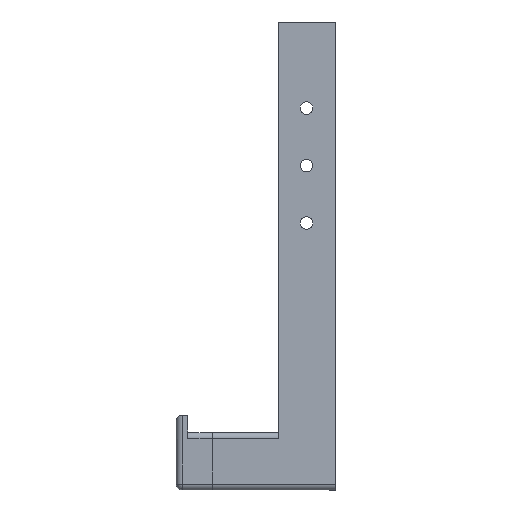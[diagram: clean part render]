
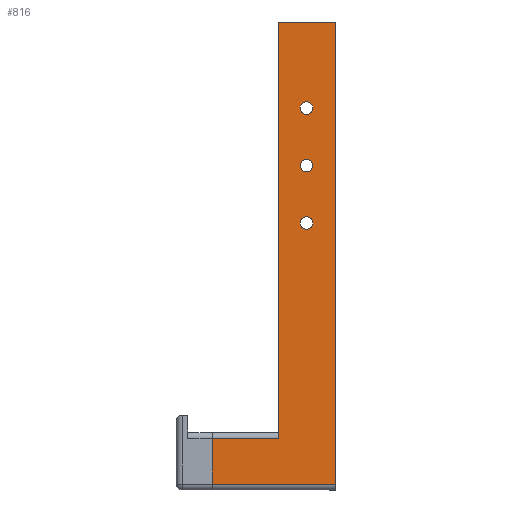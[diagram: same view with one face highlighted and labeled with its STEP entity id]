
A CAD part, left-side view. The second image highlights one B-rep face of the part: STEP entity #816.
In plain terms, the highlighted planar face has unit normal (-1, 0, 0).
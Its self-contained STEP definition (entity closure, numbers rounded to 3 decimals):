
#31=FACE_BOUND('',#119,.T.);
#32=FACE_BOUND('',#120,.T.);
#33=FACE_BOUND('',#121,.T.);
#44=PLANE('',#889);
#66=FACE_OUTER_BOUND('',#118,.T.);
#118=EDGE_LOOP('',(#572,#573,#574,#575,#576,#577));
#119=EDGE_LOOP('',(#578));
#120=EDGE_LOOP('',(#579));
#121=EDGE_LOOP('',(#580));
#182=LINE('',#1266,#249);
#183=LINE('',#1274,#250);
#184=LINE('',#1278,#251);
#185=LINE('',#1280,#252);
#186=LINE('',#1282,#253);
#187=LINE('',#1283,#254);
#249=VECTOR('',#998,10.);
#250=VECTOR('',#1007,10.);
#251=VECTOR('',#1012,10.);
#252=VECTOR('',#1013,10.);
#253=VECTOR('',#1014,10.);
#254=VECTOR('',#1015,10.);
#317=CIRCLE('',#890,2.2);
#318=CIRCLE('',#891,2.2);
#319=CIRCLE('',#892,2.2);
#364=VERTEX_POINT('',#1263);
#365=VERTEX_POINT('',#1265);
#368=VERTEX_POINT('',#1273);
#369=VERTEX_POINT('',#1277);
#370=VERTEX_POINT('',#1279);
#371=VERTEX_POINT('',#1281);
#372=VERTEX_POINT('',#1284);
#373=VERTEX_POINT('',#1286);
#374=VERTEX_POINT('',#1288);
#442=EDGE_CURVE('',#364,#365,#182,.T.);
#446=EDGE_CURVE('',#365,#368,#183,.T.);
#448=EDGE_CURVE('',#369,#368,#184,.T.);
#449=EDGE_CURVE('',#370,#364,#185,.T.);
#450=EDGE_CURVE('',#370,#371,#186,.T.);
#451=EDGE_CURVE('',#371,#369,#187,.T.);
#452=EDGE_CURVE('',#372,#372,#317,.T.);
#453=EDGE_CURVE('',#373,#373,#318,.T.);
#454=EDGE_CURVE('',#374,#374,#319,.T.);
#572=ORIENTED_EDGE('',*,*,#448,.T.);
#573=ORIENTED_EDGE('',*,*,#446,.F.);
#574=ORIENTED_EDGE('',*,*,#442,.F.);
#575=ORIENTED_EDGE('',*,*,#449,.F.);
#576=ORIENTED_EDGE('',*,*,#450,.T.);
#577=ORIENTED_EDGE('',*,*,#451,.T.);
#578=ORIENTED_EDGE('',*,*,#452,.T.);
#579=ORIENTED_EDGE('',*,*,#453,.T.);
#580=ORIENTED_EDGE('',*,*,#454,.T.);
#816=ADVANCED_FACE('',(#66,#31,#32,#33),#44,.F.);
#889=AXIS2_PLACEMENT_3D('',#1276,#1010,#1011);
#890=AXIS2_PLACEMENT_3D('',#1285,#1016,#1017);
#891=AXIS2_PLACEMENT_3D('',#1287,#1018,#1019);
#892=AXIS2_PLACEMENT_3D('',#1289,#1020,#1021);
#998=DIRECTION('',(0.,0.,1.));
#1007=DIRECTION('',(0.,-1.,0.));
#1010=DIRECTION('center_axis',(1.,0.,0.));
#1011=DIRECTION('ref_axis',(0.,0.,-1.));
#1012=DIRECTION('',(0.,0.,-1.));
#1013=DIRECTION('',(0.,1.,0.));
#1014=DIRECTION('',(0.,0.,1.));
#1015=DIRECTION('',(0.,1.,0.));
#1016=DIRECTION('center_axis',(1.,0.,0.));
#1017=DIRECTION('ref_axis',(0.,0.,-1.));
#1018=DIRECTION('center_axis',(1.,0.,0.));
#1019=DIRECTION('ref_axis',(0.,0.,-1.));
#1020=DIRECTION('center_axis',(1.,0.,0.));
#1021=DIRECTION('ref_axis',(0.,0.,-1.));
#1263=CARTESIAN_POINT('',(0.,43.,2.));
#1265=CARTESIAN_POINT('',(0.,43.,18.));
#1266=CARTESIAN_POINT('',(0.,43.,0.));
#1273=CARTESIAN_POINT('',(0.,20.,18.));
#1274=CARTESIAN_POINT('',(0.,15.,18.));
#1276=CARTESIAN_POINT('Origin',(0.,10.,273.));
#1277=CARTESIAN_POINT('',(0.,20.,163.));
#1278=CARTESIAN_POINT('',(0.,20.,3.));
#1279=CARTESIAN_POINT('',(0.,0.,2.));
#1280=CARTESIAN_POINT('',(0.,26.5,2.));
#1281=CARTESIAN_POINT('',(0.,0.,163.));
#1282=CARTESIAN_POINT('',(0.,0.,23.));
#1283=CARTESIAN_POINT('',(0.,0.,163.));
#1284=CARTESIAN_POINT('',(0.,10.167,135.2));
#1285=CARTESIAN_POINT('Origin',(0.,10.167,133.));
#1286=CARTESIAN_POINT('',(0.,10.167,115.2));
#1287=CARTESIAN_POINT('Origin',(0.,10.167,113.));
#1288=CARTESIAN_POINT('',(0.,10.167,95.2));
#1289=CARTESIAN_POINT('Origin',(0.,10.167,93.));
